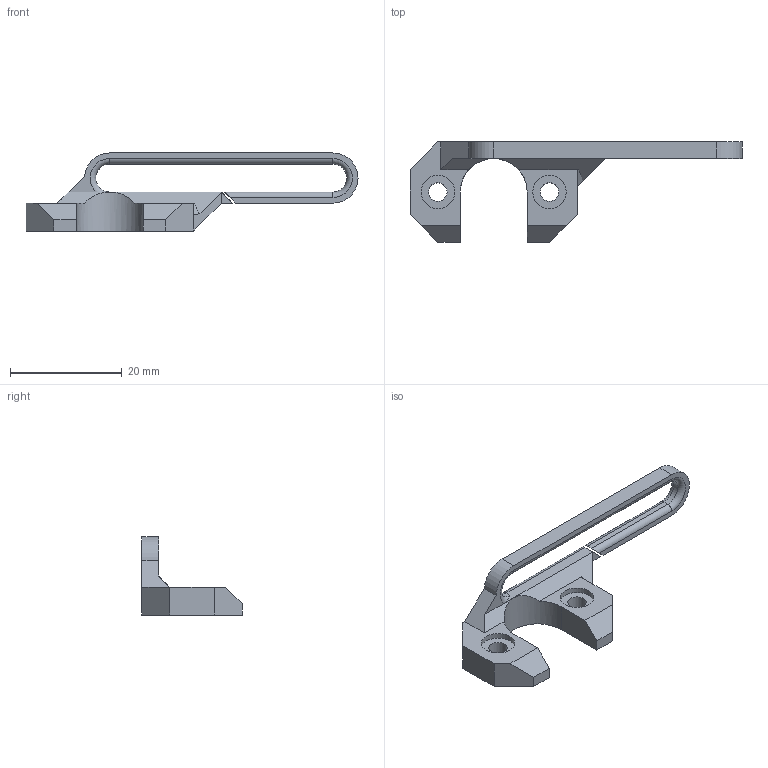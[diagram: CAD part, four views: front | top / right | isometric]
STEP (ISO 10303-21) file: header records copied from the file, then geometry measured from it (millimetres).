
FILE_DESCRIPTION(/* description */ ('STEP AP214'),/* implementation_level */ '2;1');
FILE_NAME(/* name */ '60527315eee5821888baea98',/* time_stamp */ '2021-03-17T21:22:30+00:00',/* author */ (''),/* organization */ (''),/* preprocessor_version */ 'ST-DEVELOPER v18.1',/* originating_system */ ' ',/* authorisation */ ' ');
FILE_SCHEMA (('AUTOMOTIVE_DESIGN {1 0 10303 214 3 1 1}'));
Length unit declared in the file: metre
Products named in the file (1): guide
Bounding box: 59.5 x 18 x 14 mm (x, y, z)
Volume: 2261.1 mm3; surface area: 2164.6 mm2
Topology: 1 solids, 1 shells, 51 faces, 128 edges, 81 vertices
Faces by surface type: plane 33, cylinder 14, torus 4
Full cylindrical faces by diameter (mm): 3.3 x2, 6 x2
Entity records: 1533 total; most frequent: DIRECTION 262, CARTESIAN_POINT 261, ORIENTED_EDGE 248, EDGE_CURVE 124, LINE 88, VECTOR 88, AXIS2_PLACEMENT_3D 87, VERTEX_POINT 81
